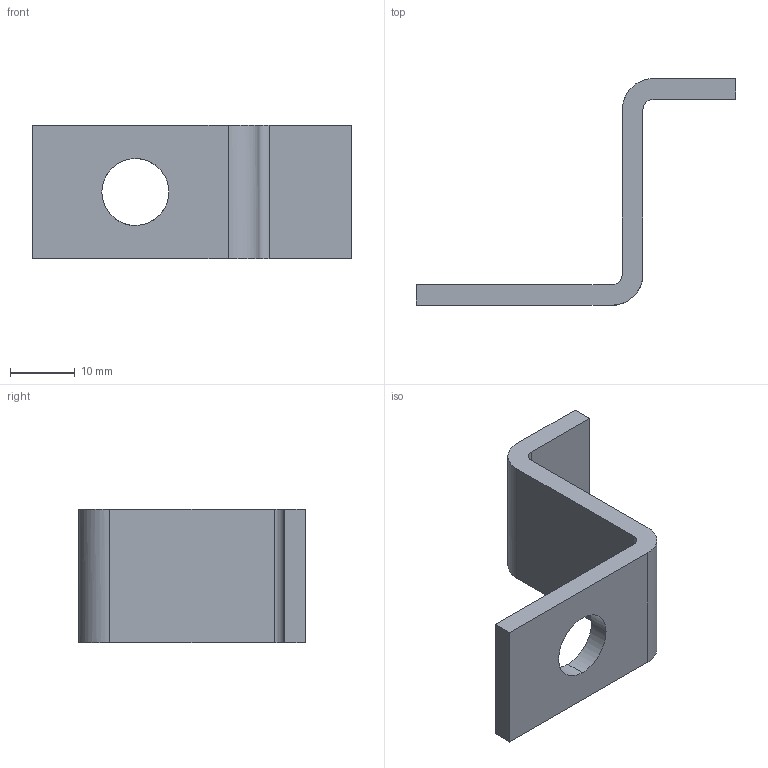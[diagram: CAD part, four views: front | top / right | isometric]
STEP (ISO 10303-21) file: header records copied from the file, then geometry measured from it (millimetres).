
FILE_DESCRIPTION(('TurboCAD Mac Pro'),'Build 980');
FILE_NAME('A2120.stp',' ',(''),(''),'ACIS Interop','IMSI','TurboCAD Mac Pro BY IMSI, INCORPORATED');
FILE_SCHEMA(('automotive_design'));
Length unit declared in the file: inch
Products named in the file (1): 1
Bounding box: 49.21 x 34.93 x 20.64 mm (x, y, z)
Volume: 4862 mm3; surface area: 3793.1 mm2
Topology: 1 solids, 1 shells, 18 faces, 48 edges, 32 vertices
Faces by surface type: plane 10, bspline 8
Entity records: 772 total; most frequent: CARTESIAN_POINT 203, ORIENTED_EDGE 96, DIRECTION 54, EDGE_CURVE 48, VERTEX_POINT 32, LINE 32, VECTOR 32, EDGE_LOOP 20
